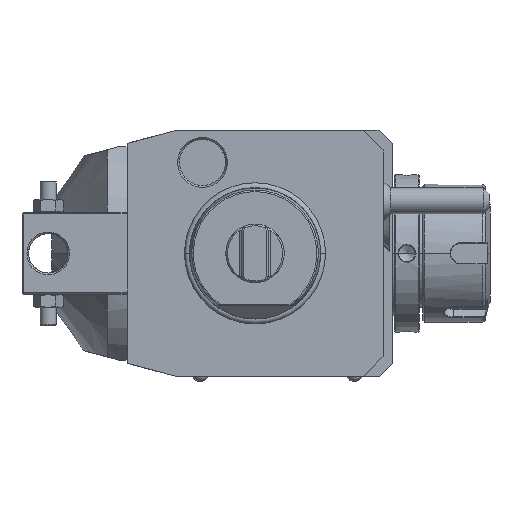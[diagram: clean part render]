
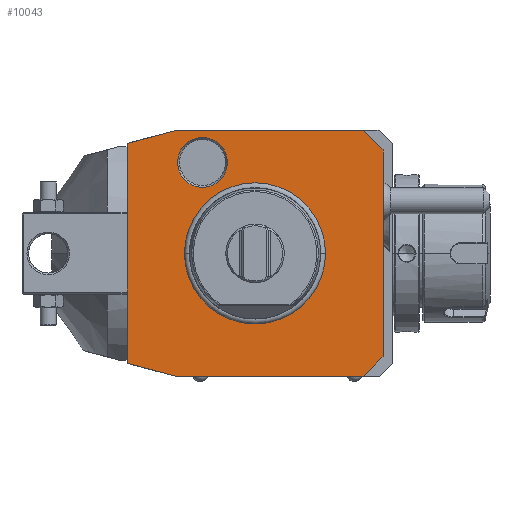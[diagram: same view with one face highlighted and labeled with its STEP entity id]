
A CAD part, front view. The second image highlights one B-rep face of the part: STEP entity #10043.
In plain terms, the highlighted planar face has unit normal (0, -1, 0).
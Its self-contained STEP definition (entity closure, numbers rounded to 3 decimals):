
#1=DIRECTION('',(0.966,0.,-0.259));
#2=VECTOR('',#1,15.529);
#3=CARTESIAN_POINT('',(-39.,0.,-33.481));
#4=LINE('',#3,#2);
#5=DIRECTION('',(0.,0.,-1.));
#6=VECTOR('',#5,66.962);
#7=CARTESIAN_POINT('',(-39.,0.,33.481));
#8=LINE('',#7,#6);
#9=DIRECTION('',(-0.966,0.,-0.259));
#10=VECTOR('',#9,15.529);
#11=CARTESIAN_POINT('',(-24.,0.,37.5));
#12=LINE('',#11,#10);
#13=DIRECTION('',(-1.,0.,0.));
#14=VECTOR('',#13,57.);
#15=CARTESIAN_POINT('',(33.,0.,37.5));
#16=LINE('',#15,#14);
#17=DIRECTION('',(-0.707,0.,0.707));
#18=VECTOR('',#17,8.485);
#19=CARTESIAN_POINT('',(39.,0.,31.5));
#20=LINE('',#19,#18);
#21=DIRECTION('',(0.,0.,1.));
#22=VECTOR('',#21,63.);
#23=CARTESIAN_POINT('',(39.,0.,-31.5));
#24=LINE('',#23,#22);
#25=DIRECTION('',(0.707,0.,0.707));
#26=VECTOR('',#25,8.485);
#27=CARTESIAN_POINT('',(33.,0.,-37.5));
#28=LINE('',#27,#26);
#29=DIRECTION('',(1.,0.,0.));
#30=VECTOR('',#29,57.);
#31=CARTESIAN_POINT('',(-24.,0.,-37.5));
#32=LINE('',#31,#30);
#33=CARTESIAN_POINT('',(-16.,0.,27.713));
#34=DIRECTION('',(0.,1.,0.));
#35=DIRECTION('',(-1.,0.,0.));
#36=AXIS2_PLACEMENT_3D('',#33,#34,#35);
#38=CARTESIAN_POINT('',(-16.,0.,27.713));
#39=DIRECTION('',(0.,1.,0.));
#40=DIRECTION('',(1.,0.,0.));
#41=AXIS2_PLACEMENT_3D('',#38,#39,#40);
#7461=CARTESIAN_POINT('',(0.,0.,0.));
#7462=DIRECTION('',(0.,-1.,0.));
#7463=DIRECTION('',(1.,0.,0.));
#7464=AXIS2_PLACEMENT_3D('',#7461,#7462,#7463);
#7466=CARTESIAN_POINT('',(0.,0.,0.));
#7467=DIRECTION('',(0.,-1.,0.));
#7468=DIRECTION('',(-1.,0.,0.));
#7469=AXIS2_PLACEMENT_3D('',#7466,#7467,#7468);
#9042=CARTESIAN_POINT('',(-23.577,0.,
27.713));
#9043=CARTESIAN_POINT('',(-8.423,0.,
27.713));
#9044=VERTEX_POINT('',#9042);
#9045=VERTEX_POINT('',#9043);
#9852=CARTESIAN_POINT('',(-39.,0.,-33.481));
#9853=CARTESIAN_POINT('',(-24.,0.,-37.5));
#9854=VERTEX_POINT('',#9852);
#9855=VERTEX_POINT('',#9853);
#9856=CARTESIAN_POINT('',(33.,0.,-37.5));
#9857=VERTEX_POINT('',#9856);
#9858=CARTESIAN_POINT('',(39.,0.,-31.5));
#9859=VERTEX_POINT('',#9858);
#9860=CARTESIAN_POINT('',(39.,0.,31.5));
#9861=VERTEX_POINT('',#9860);
#9862=CARTESIAN_POINT('',(33.,0.,37.5));
#9863=VERTEX_POINT('',#9862);
#9864=CARTESIAN_POINT('',(-24.,0.,37.5));
#9865=VERTEX_POINT('',#9864);
#9866=CARTESIAN_POINT('',(-39.,0.,33.481));
#9867=VERTEX_POINT('',#9866);
#9900=CARTESIAN_POINT('',(21.137,0.,0.));
#9901=CARTESIAN_POINT('',(-21.137,0.,0.));
#9902=VERTEX_POINT('',#9900);
#9903=VERTEX_POINT('',#9901);
#10008=CARTESIAN_POINT('',(0.,0.,0.));
#10009=DIRECTION('',(0.,-1.,0.));
#10010=DIRECTION('',(-1.,0.,0.));
#10011=AXIS2_PLACEMENT_3D('',#10008,#10009,#10010);
#10012=PLANE('',#10011);
#10014=ORIENTED_EDGE('',*,*,#10013,.F.);
#10016=ORIENTED_EDGE('',*,*,#10015,.F.);
#10018=ORIENTED_EDGE('',*,*,#10017,.F.);
#10020=ORIENTED_EDGE('',*,*,#10019,.F.);
#10022=ORIENTED_EDGE('',*,*,#10021,.F.);
#10024=ORIENTED_EDGE('',*,*,#10023,.F.);
#10026=ORIENTED_EDGE('',*,*,#10025,.F.);
#10028=ORIENTED_EDGE('',*,*,#10027,.F.);
#10029=EDGE_LOOP('',(#10014,#10016,#10018,#10020,#10022,#10024,#10026,#10028));
#10030=FACE_OUTER_BOUND('',#10029,.F.);
#10032=ORIENTED_EDGE('',*,*,#10031,.T.);
#10034=ORIENTED_EDGE('',*,*,#10033,.T.);
#10035=EDGE_LOOP('',(#10032,#10034));
#10036=FACE_BOUND('',#10035,.F.);
#10038=ORIENTED_EDGE('',*,*,#10037,.F.);
#10040=ORIENTED_EDGE('',*,*,#10039,.F.);
#10041=EDGE_LOOP('',(#10038,#10040));
#10042=FACE_BOUND('',#10041,.F.);
#37=CIRCLE('',#36,7.577);
#42=CIRCLE('',#41,7.577);
#7465=CIRCLE('',#7464,21.137);
#7470=CIRCLE('',#7469,21.137);
#10013=EDGE_CURVE('',#9854,#9855,#4,.T.);
#10015=EDGE_CURVE('',#9867,#9854,#8,.T.);
#10017=EDGE_CURVE('',#9865,#9867,#12,.T.);
#10019=EDGE_CURVE('',#9863,#9865,#16,.T.);
#10021=EDGE_CURVE('',#9861,#9863,#20,.T.);
#10023=EDGE_CURVE('',#9859,#9861,#24,.T.);
#10025=EDGE_CURVE('',#9857,#9859,#28,.T.);
#10027=EDGE_CURVE('',#9855,#9857,#32,.T.);
#10031=EDGE_CURVE('',#9902,#9903,#7465,.T.);
#10033=EDGE_CURVE('',#9903,#9902,#7470,.T.);
#10037=EDGE_CURVE('',#9044,#9045,#37,.T.);
#10039=EDGE_CURVE('',#9045,#9044,#42,.T.);
#10043=ADVANCED_FACE('',(#10030,#10036,#10042),#10012,.T.);
